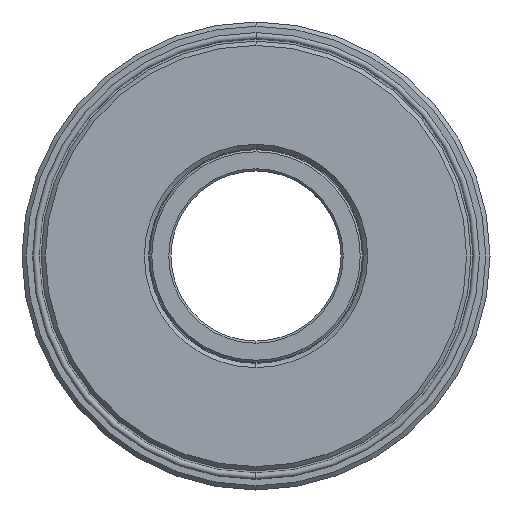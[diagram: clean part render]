
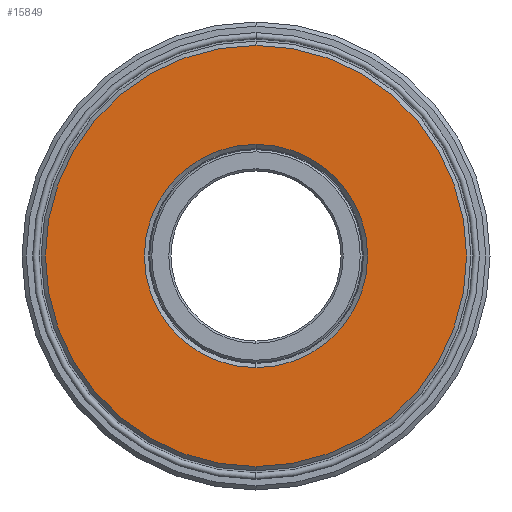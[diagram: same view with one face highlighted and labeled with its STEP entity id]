
A CAD part, left-side view. The second image highlights one B-rep face of the part: STEP entity #15849.
In plain terms, the highlighted planar face has unit normal (-1, 0, 0).
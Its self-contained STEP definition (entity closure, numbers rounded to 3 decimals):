
#99 = AXIS2_PLACEMENT_3D ( 'NONE', #1551, #5025, #11293 ) ;
#431 = VERTEX_POINT ( 'NONE', #15026 ) ;
#667 = PLANE ( 'NONE',  #14752 ) ;
#784 = EDGE_CURVE ( 'NONE', #431, #2746, #1422, .T. ) ;
#1052 = CIRCLE ( 'NONE', #7818, 9.9 ) ;
#1422 = CIRCLE ( 'NONE', #99, 9.9 ) ;
#1551 = CARTESIAN_POINT ( 'NONE',  ( -3.4, 0., 0. ) ) ;
#2304 = EDGE_LOOP ( 'NONE', ( #8394, #16168 ) ) ;
#2354 = DIRECTION ( 'NONE',  ( -1., 0., 0. ) ) ;
#2746 = VERTEX_POINT ( 'NONE', #14129 ) ;
#2842 = DIRECTION ( 'NONE',  ( -1., 0., 0. ) ) ;
#3709 = CARTESIAN_POINT ( 'NONE',  ( -3.4, 0., 5.25 ) ) ;
#4128 = EDGE_LOOP ( 'NONE', ( #4332, #13663 ) ) ;
#4332 = ORIENTED_EDGE ( 'NONE', *, *, #6434, .F. ) ;
#4362 = FACE_OUTER_BOUND ( 'NONE', #2304, .T. ) ;
#5025 = DIRECTION ( 'NONE',  ( -1., 0., 0. ) ) ;
#5751 = EDGE_CURVE ( 'NONE', #15657, #11466, #11291, .T. ) ;
#6434 = EDGE_CURVE ( 'NONE', #11466, #15657, #10681, .T. ) ;
#6494 = CARTESIAN_POINT ( 'NONE',  ( -3.4, 0., -5.25 ) ) ;
#6908 = DIRECTION ( 'NONE',  ( 1., 0., 0. ) ) ;
#6998 = CARTESIAN_POINT ( 'NONE',  ( -3.4, 0., 0. ) ) ;
#7818 = AXIS2_PLACEMENT_3D ( 'NONE', #6998, #15806, #8269 ) ;
#8269 = DIRECTION ( 'NONE',  ( 0., 0., 1. ) ) ;
#8394 = ORIENTED_EDGE ( 'NONE', *, *, #15069, .T. ) ;
#9822 = CARTESIAN_POINT ( 'NONE',  ( -3.4, 0., 0. ) ) ;
#10263 = FACE_BOUND ( 'NONE', #4128, .T. ) ;
#10321 = CARTESIAN_POINT ( 'NONE',  ( -3.4, 0., 0. ) ) ;
#10681 = CIRCLE ( 'NONE', #15529, 5.25 ) ;
#10790 = AXIS2_PLACEMENT_3D ( 'NONE', #10321, #2842, #11599 ) ;
#11124 = DIRECTION ( 'NONE',  ( 0., 0., 1. ) ) ;
#11291 = CIRCLE ( 'NONE', #10790, 5.25 ) ;
#11293 = DIRECTION ( 'NONE',  ( 0., 0., 1. ) ) ;
#11466 = VERTEX_POINT ( 'NONE', #3709 ) ;
#11599 = DIRECTION ( 'NONE',  ( 0., 0., 1. ) ) ;
#13663 = ORIENTED_EDGE ( 'NONE', *, *, #5751, .F. ) ;
#14129 = CARTESIAN_POINT ( 'NONE',  ( -3.4, 0., -9.9 ) ) ;
#14442 = CARTESIAN_POINT ( 'NONE',  ( -3.4, 9.9, 0. ) ) ;
#14752 = AXIS2_PLACEMENT_3D ( 'NONE', #14442, #6908, #15713 ) ;
#15026 = CARTESIAN_POINT ( 'NONE',  ( -3.4, 0., 9.9 ) ) ;
#15069 = EDGE_CURVE ( 'NONE', #2746, #431, #1052, .T. ) ;
#15529 = AXIS2_PLACEMENT_3D ( 'NONE', #9822, #2354, #11124 ) ;
#15657 = VERTEX_POINT ( 'NONE', #6494 ) ;
#15713 = DIRECTION ( 'NONE',  ( 0., 0., -1. ) ) ;
#15806 = DIRECTION ( 'NONE',  ( -1., 0., 0. ) ) ;
#15849 = ADVANCED_FACE ( 'NONE', ( #10263, #4362 ), #667, .F. ) ;
#16168 = ORIENTED_EDGE ( 'NONE', *, *, #784, .T. ) ;
